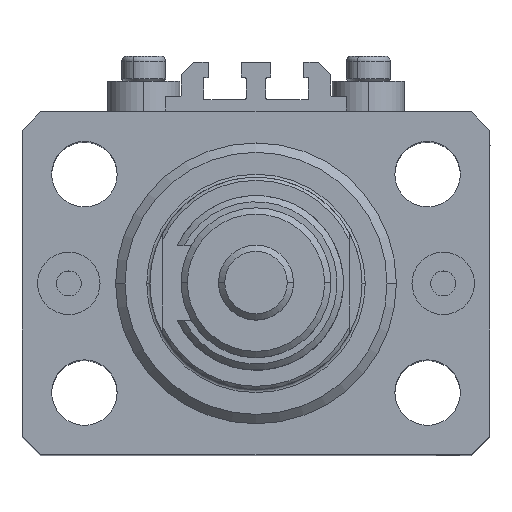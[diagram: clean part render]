
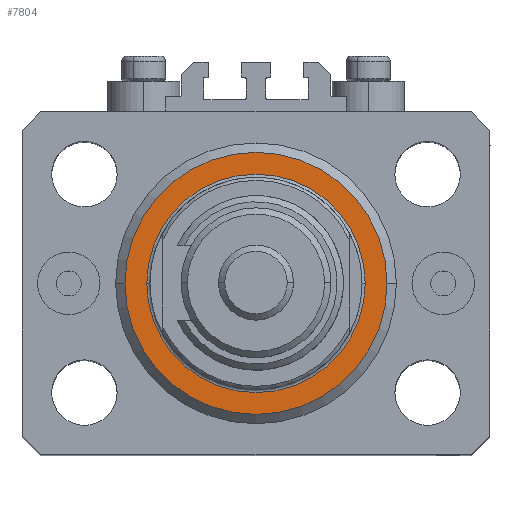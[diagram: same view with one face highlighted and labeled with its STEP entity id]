
A CAD part, top view. The second image highlights one B-rep face of the part: STEP entity #7804.
In plain terms, the highlighted face is planar.
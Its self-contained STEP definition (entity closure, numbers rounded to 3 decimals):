
#2039 = DIRECTION ( 'NONE',  ( 1., 0., 0. ) ) ;
#5293 = ORIENTED_EDGE ( 'NONE', *, *, #45619, .T. ) ;
#6228 = CIRCLE ( 'NONE', #33698, 21. ) ;
#6398 = CARTESIAN_POINT ( 'NONE',  ( 17.5, 0., 0. ) ) ;
#7568 = CARTESIAN_POINT ( 'NONE',  ( 0., 0., 0. ) ) ;
#7804 = ADVANCED_FACE ( 'NONE', ( #13417, #28615 ), #47837, .F. ) ;
#9198 = DIRECTION ( 'NONE',  ( 0., 0., 1. ) ) ;
#9894 = DIRECTION ( 'NONE',  ( 0., 0., 1. ) ) ;
#11935 = EDGE_CURVE ( 'NONE', #24577, #43770, #21772, .T. ) ;
#13417 = FACE_BOUND ( 'NONE', #41204, .T. ) ;
#13899 = DIRECTION ( 'NONE',  ( 0., 0., -1. ) ) ;
#16048 = CARTESIAN_POINT ( 'NONE',  ( 0., 0., 0. ) ) ;
#16085 = ORIENTED_EDGE ( 'NONE', *, *, #39769, .T. ) ;
#17688 = CARTESIAN_POINT ( 'NONE',  ( 0., 0., 0. ) ) ;
#20424 = EDGE_CURVE ( 'NONE', #30464, #31664, #42455, .T. ) ;
#21772 = CIRCLE ( 'NONE', #29875, 17.5 ) ;
#24577 = VERTEX_POINT ( 'NONE', #6398 ) ;
#27037 = DIRECTION ( 'NONE',  ( 1., 0., 0. ) ) ;
#28087 = AXIS2_PLACEMENT_3D ( 'NONE', #7568, #34133, #27037 ) ;
#28615 = FACE_OUTER_BOUND ( 'NONE', #47158, .T. ) ;
#29344 = DIRECTION ( 'NONE',  ( 1., 0., 0. ) ) ;
#29875 = AXIS2_PLACEMENT_3D ( 'NONE', #31700, #9198, #35986 ) ;
#30464 = VERTEX_POINT ( 'NONE', #36992 ) ;
#31483 = DIRECTION ( 'NONE',  ( 0., 0., -1. ) ) ;
#31664 = VERTEX_POINT ( 'NONE', #32956 ) ;
#31700 = CARTESIAN_POINT ( 'NONE',  ( 0., 0., 0. ) ) ;
#32956 = CARTESIAN_POINT ( 'NONE',  ( -21., 0., 0. ) ) ;
#33698 = AXIS2_PLACEMENT_3D ( 'NONE', #16048, #31483, #35018 ) ;
#34133 = DIRECTION ( 'NONE',  ( 0., 0., 1. ) ) ;
#35018 = DIRECTION ( 'NONE',  ( 1., 0., 0. ) ) ;
#35986 = DIRECTION ( 'NONE',  ( 1., 0., 0. ) ) ;
#36992 = CARTESIAN_POINT ( 'NONE',  ( 21., 0., 0. ) ) ;
#38023 = AXIS2_PLACEMENT_3D ( 'NONE', #40000, #9894, #2039 ) ;
#38525 = CIRCLE ( 'NONE', #28087, 17.5 ) ;
#39769 = EDGE_CURVE ( 'NONE', #31664, #30464, #6228, .T. ) ;
#40000 = CARTESIAN_POINT ( 'NONE',  ( 0., 0., 0. ) ) ;
#40358 = CARTESIAN_POINT ( 'NONE',  ( -17.5, 0., 0. ) ) ;
#40840 = AXIS2_PLACEMENT_3D ( 'NONE', #17688, #13899, #29344 ) ;
#41204 = EDGE_LOOP ( 'NONE', ( #42287, #5293 ) ) ;
#42287 = ORIENTED_EDGE ( 'NONE', *, *, #11935, .T. ) ;
#42455 = CIRCLE ( 'NONE', #40840, 21. ) ;
#43770 = VERTEX_POINT ( 'NONE', #40358 ) ;
#43988 = ORIENTED_EDGE ( 'NONE', *, *, #20424, .T. ) ;
#45619 = EDGE_CURVE ( 'NONE', #43770, #24577, #38525, .T. ) ;
#47158 = EDGE_LOOP ( 'NONE', ( #43988, #16085 ) ) ;
#47837 = PLANE ( 'NONE',  #38023 ) ;
